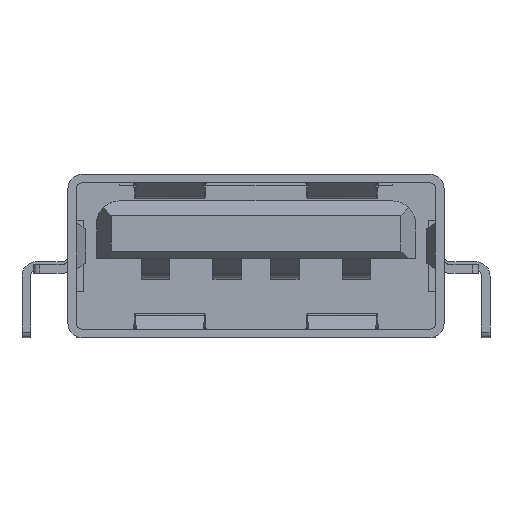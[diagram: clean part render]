
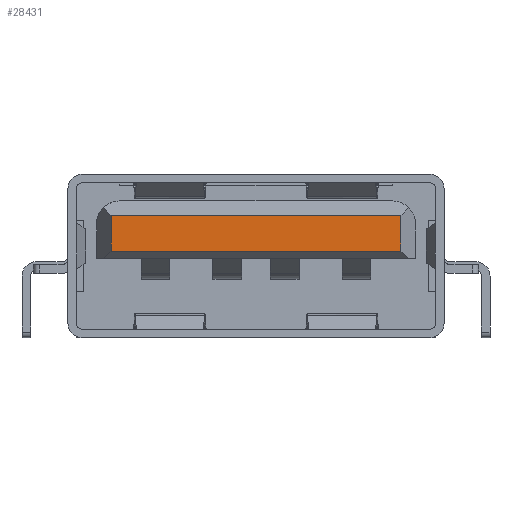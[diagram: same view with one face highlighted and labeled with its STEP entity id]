
A CAD part, front view. The second image highlights one B-rep face of the part: STEP entity #28431.
In plain terms, the highlighted planar face has unit normal (0, -1, 0).
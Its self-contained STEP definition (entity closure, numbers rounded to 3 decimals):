
#102 = VERTEX_POINT ( 'NONE', #17260 ) ;
#1095 = DIRECTION ( 'NONE',  ( 0., -1., 0. ) ) ;
#1391 = CARTESIAN_POINT ( 'NONE',  ( 0., -7., 0.168 ) ) ;
#3824 = LINE ( 'NONE', #1391, #28593 ) ;
#3951 = CARTESIAN_POINT ( 'NONE',  ( -5.05, -7., 0.168 ) ) ;
#4004 = PLANE ( 'NONE',  #27385 ) ;
#4476 = VERTEX_POINT ( 'NONE', #32782 ) ;
#6362 = DIRECTION ( 'NONE',  ( -1., 0., 0. ) ) ;
#6727 = VECTOR ( 'NONE', #16228, 1000. ) ;
#9665 = ORIENTED_EDGE ( 'NONE', *, *, #33975, .F. ) ;
#9777 = CARTESIAN_POINT ( 'NONE',  ( -5.05, -7., 0. ) ) ;
#11236 = CARTESIAN_POINT ( 'NONE',  ( 0., -7., 0. ) ) ;
#15914 = EDGE_CURVE ( 'NONE', #18919, #102, #23014, .T. ) ;
#16228 = DIRECTION ( 'NONE',  ( 0., 0., -1. ) ) ;
#16505 = ORIENTED_EDGE ( 'NONE', *, *, #33075, .F. ) ;
#17260 = CARTESIAN_POINT ( 'NONE',  ( -5.05, -7., 1.418 ) ) ;
#17381 = LINE ( 'NONE', #27894, #29231 ) ;
#17890 = EDGE_LOOP ( 'NONE', ( #9665, #16505, #28944, #33048 ) ) ;
#18039 = CARTESIAN_POINT ( 'NONE',  ( 5.05, -7., 1.418 ) ) ;
#18919 = VERTEX_POINT ( 'NONE', #3951 ) ;
#20424 = DIRECTION ( 'NONE',  ( 0., 0., 1. ) ) ;
#23014 = LINE ( 'NONE', #9777, #29271 ) ;
#24815 = FACE_OUTER_BOUND ( 'NONE', #17890, .T. ) ;
#27385 = AXIS2_PLACEMENT_3D ( 'NONE', #11236, #1095, #32319 ) ;
#27894 = CARTESIAN_POINT ( 'NONE',  ( 0., -7., 1.418 ) ) ;
#28431 = ADVANCED_FACE ( 'NONE', ( #24815 ), #4004, .T. ) ;
#28593 = VECTOR ( 'NONE', #6362, 1000. ) ;
#28944 = ORIENTED_EDGE ( 'NONE', *, *, #15914, .F. ) ;
#29198 = LINE ( 'NONE', #29367, #6727 ) ;
#29231 = VECTOR ( 'NONE', #30698, 1000. ) ;
#29271 = VECTOR ( 'NONE', #20424, 1000. ) ;
#29367 = CARTESIAN_POINT ( 'NONE',  ( 5.05, -7., 0. ) ) ;
#29933 = EDGE_CURVE ( 'NONE', #4476, #18919, #3824, .T. ) ;
#30083 = VERTEX_POINT ( 'NONE', #18039 ) ;
#30698 = DIRECTION ( 'NONE',  ( 1., 0., 0. ) ) ;
#32319 = DIRECTION ( 'NONE',  ( 1., 0., 0. ) ) ;
#32782 = CARTESIAN_POINT ( 'NONE',  ( 5.05, -7., 0.168 ) ) ;
#33048 = ORIENTED_EDGE ( 'NONE', *, *, #29933, .F. ) ;
#33075 = EDGE_CURVE ( 'NONE', #102, #30083, #17381, .T. ) ;
#33975 = EDGE_CURVE ( 'NONE', #30083, #4476, #29198, .T. ) ;
